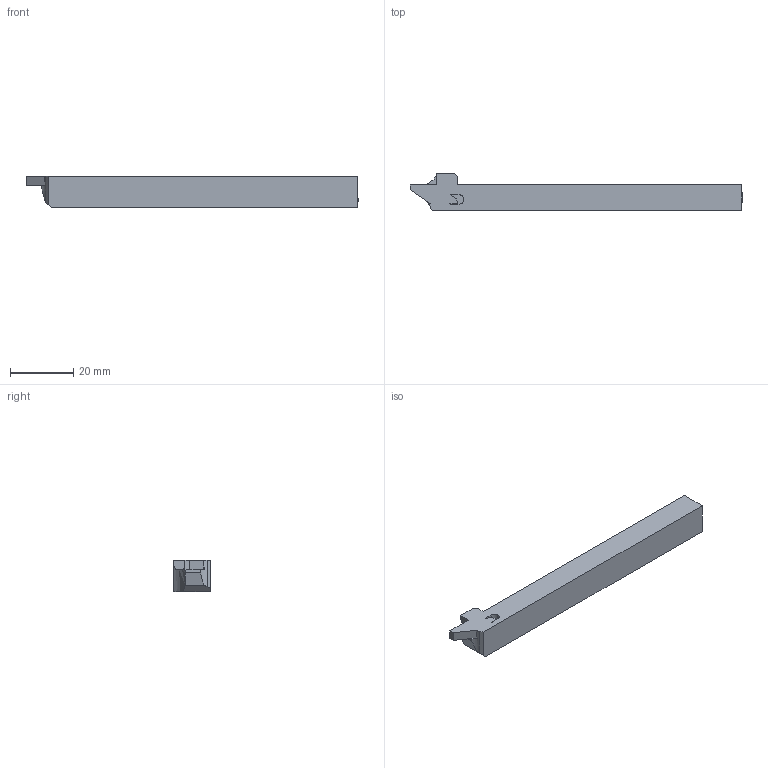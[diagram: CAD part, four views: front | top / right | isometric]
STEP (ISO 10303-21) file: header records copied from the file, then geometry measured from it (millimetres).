
FILE_DESCRIPTION (( 'STEP AP214' ), '1' );
FILE_NAME ('CUT-199-02.STEP', '2017-11-23T12:32:57', ( '' ), ( '' ), 'SwSTEP 2.0', 'SolidWorks 2017', '' );
FILE_SCHEMA (( 'AUTOMOTIVE_DESIGN' ));
Length unit declared in the file: millimetre
Products named in the file (1): CUT-199-02
Bounding box: 105 x 11.5 x 10 mm (x, y, z)
Volume: 8178.4 mm3; surface area: 3948.6 mm2
Topology: 1 solids, 1 shells, 37 faces, 103 edges, 66 vertices
Faces by surface type: plane 28, cylinder 6, bspline 3
Entity records: 1688 total; most frequent: CARTESIAN_POINT 677, ORIENTED_EDGE 206, DIRECTION 149, EDGE_CURVE 103, VECTOR 73, LINE 73, VERTEX_POINT 66, EDGE_LOOP 39
